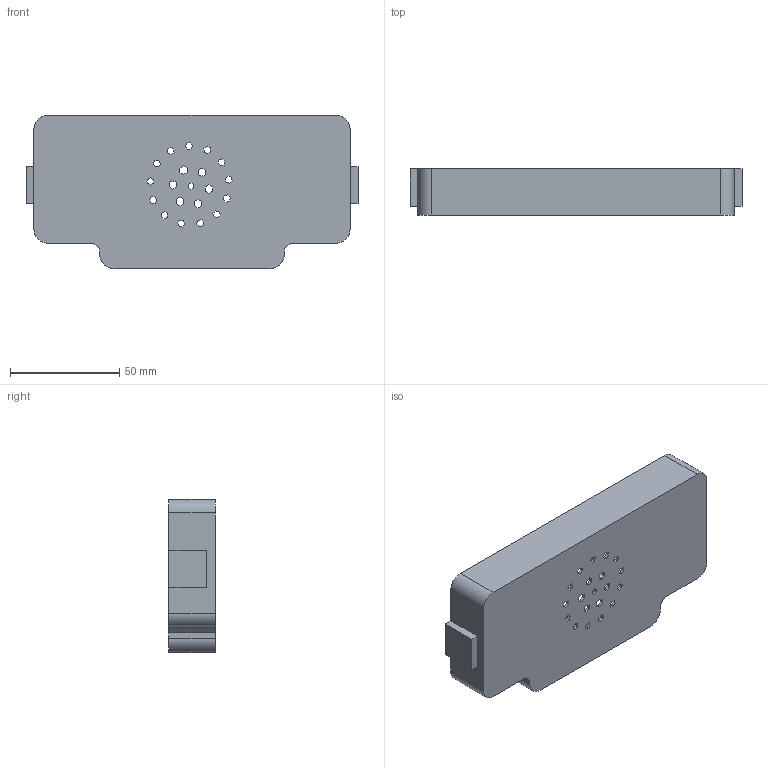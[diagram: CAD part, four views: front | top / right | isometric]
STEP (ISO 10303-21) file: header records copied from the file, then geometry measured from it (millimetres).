
FILE_DESCRIPTION (( 'STEP AP214' ), '1' );
FILE_NAME ('sprigcase.STEP', '2024-08-08T23:09:42', ( '' ), ( '' ), 'SwSTEP 2.0', 'SolidWorks 2023', '' );
FILE_SCHEMA (( 'AUTOMOTIVE_DESIGN' ));
Length unit declared in the file: centimetre
Products named in the file (1): sprigcase
Bounding box: 152.1 x 21.2 x 70.19 mm (x, y, z)
Volume: 57895.2 mm3; surface area: 37874.8 mm2
Topology: 1 solids, 1 shells, 187 faces, 535 edges, 355 vertices
Faces by surface type: plane 163, cylinder 24
Entity records: 6121 total; most frequent: CARTESIAN_POINT 1078, ORIENTED_EDGE 1070, DIRECTION 960, EDGE_CURVE 535, VECTOR 486, LINE 486, VERTEX_POINT 355, AXIS2_PLACEMENT_3D 237
